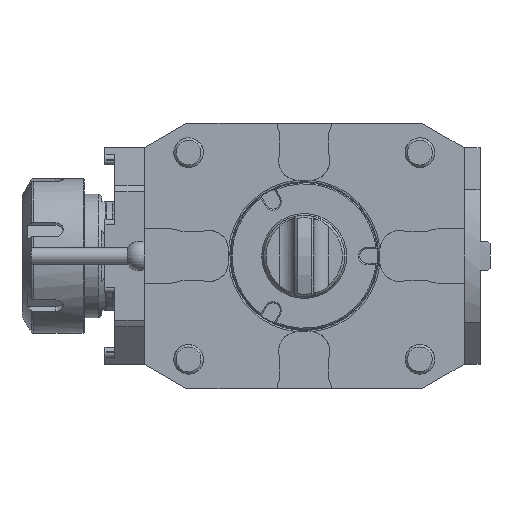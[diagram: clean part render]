
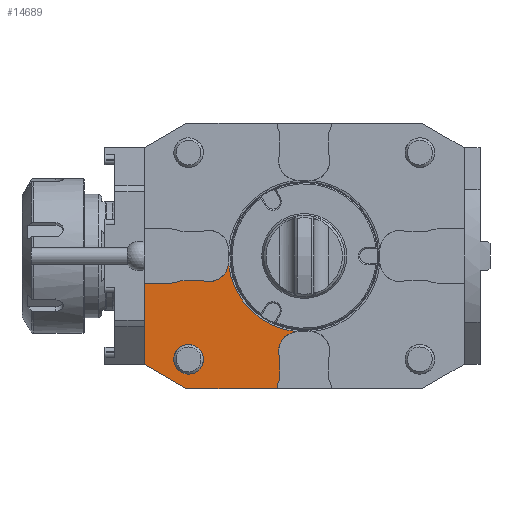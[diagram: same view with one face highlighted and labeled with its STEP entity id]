
A CAD part, front view. The second image highlights one B-rep face of the part: STEP entity #14689.
In plain terms, the highlighted planar face has unit normal (0, -1, 0).
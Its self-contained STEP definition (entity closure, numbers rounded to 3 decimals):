
#756 = DIRECTION ( 'NONE',  ( 0., 0., 1. ) ) ;
#1471 = DIRECTION ( 'NONE',  ( 0., 0., 1. ) ) ;
#1763 = CARTESIAN_POINT ( 'NONE',  ( -47., 43., -36. ) ) ;
#3023 = LINE ( 'NONE', #23343, #34293 ) ;
#3060 = DIRECTION ( 'NONE',  ( 0., 1., 0. ) ) ;
#3537 = ORIENTED_EDGE ( 'NONE', *, *, #32850, .F. ) ;
#3644 = VECTOR ( 'NONE', #19803, 1000. ) ;
#3705 = AXIS2_PLACEMENT_3D ( 'NONE', #36239, #15907, #36034 ) ;
#4165 = CARTESIAN_POINT ( 'NONE',  ( -54., 43., -11. ) ) ;
#4323 = CARTESIAN_POINT ( 'NONE',  ( -3., 43., -54. ) ) ;
#5576 = VERTEX_POINT ( 'NONE', #30673 ) ;
#6133 = LINE ( 'NONE', #44125, #32859 ) ;
#6151 = EDGE_CURVE ( 'NONE', #23766, #5576, #32771, .T. ) ;
#6427 = CARTESIAN_POINT ( 'NONE',  ( -10., 43., -50.127 ) ) ;
#7858 = VECTOR ( 'NONE', #15467, 1000. ) ;
#7898 = CIRCLE ( 'NONE', #19326, 8. ) ;
#8122 = EDGE_CURVE ( 'NONE', #13653, #33698, #42653, .T. ) ;
#9120 = EDGE_CURVE ( 'NONE', #13653, #32875, #35804, .T. ) ;
#9386 = EDGE_CURVE ( 'NONE', #42664, #37572, #6133, .T. ) ;
#9500 = CARTESIAN_POINT ( 'NONE',  ( -54., 43., -11. ) ) ;
#9588 = DIRECTION ( 'NONE',  ( 0., -1., 0. ) ) ;
#9990 = CARTESIAN_POINT ( 'NONE',  ( -38.75, 43., -2.4 ) ) ;
#10845 = CIRCLE ( 'NONE', #3705, 30.949 ) ;
#11281 = AXIS2_PLACEMENT_3D ( 'NONE', #34903, #14131, #28185 ) ;
#11662 = AXIS2_PLACEMENT_3D ( 'NONE', #4323, #14623, #756 ) ;
#11995 = CARTESIAN_POINT ( 'NONE',  ( 132.4, 43., 0. ) ) ;
#12473 = DIRECTION ( 'NONE',  ( 0., 0., 1. ) ) ;
#12633 = EDGE_CURVE ( 'NONE', #5576, #16240, #12862, .T. ) ;
#12701 = ORIENTED_EDGE ( 'NONE', *, *, #6151, .T. ) ;
#12858 = DIRECTION ( 'NONE',  ( -1., 0., 0. ) ) ;
#12862 = LINE ( 'NONE', #43470, #3644 ) ;
#13432 = EDGE_CURVE ( 'NONE', #43531, #43531, #25791, .T. ) ;
#13653 = VERTEX_POINT ( 'NONE', #25580 ) ;
#13772 = AXIS2_PLACEMENT_3D ( 'NONE', #11995, #42585, #1471 ) ;
#14131 = DIRECTION ( 'NONE',  ( 0., 1., 0. ) ) ;
#14549 = EDGE_CURVE ( 'NONE', #42664, #37243, #33720, .T. ) ;
#14623 = DIRECTION ( 'NONE',  ( 0., 1., 0. ) ) ;
#14635 = VERTEX_POINT ( 'NONE', #4165 ) ;
#14689 = ADVANCED_FACE ( 'Defeature completata1_19', ( #18029, #41931 ), #35681, .F. ) ;
#14722 = ORIENTED_EDGE ( 'NONE', *, *, #8122, .T. ) ;
#15109 = EDGE_CURVE ( 'NONE', #16240, #32875, #38054, .T. ) ;
#15467 = DIRECTION ( 'NONE',  ( 0., 0., -1. ) ) ;
#15907 = DIRECTION ( 'NONE',  ( 0., 1., 0. ) ) ;
#16240 = VERTEX_POINT ( 'NONE', #36017 ) ;
#18029 = FACE_BOUND ( 'NONE', #18740, .T. ) ;
#18740 = EDGE_LOOP ( 'NONE', ( #28835 ) ) ;
#19107 = VECTOR ( 'NONE', #33220, 1000. ) ;
#19326 = AXIS2_PLACEMENT_3D ( 'NONE', #19425, #9588, #43099 ) ;
#19399 = DIRECTION ( 'NONE',  ( 0., -1., 0. ) ) ;
#19425 = CARTESIAN_POINT ( 'NONE',  ( -54., 43., -3. ) ) ;
#19803 = DIRECTION ( 'NONE',  ( 1., 0., 0. ) ) ;
#20189 = AXIS2_PLACEMENT_3D ( 'NONE', #9990, #19399, #43524 ) ;
#20339 = ORIENTED_EDGE ( 'NONE', *, *, #43561, .T. ) ;
#21725 = CARTESIAN_POINT ( 'NONE',  ( -10., 43., -41.248 ) ) ;
#22041 = CARTESIAN_POINT ( 'NONE',  ( -3.166, 43., -30.787 ) ) ;
#22227 = AXIS2_PLACEMENT_3D ( 'NONE', #33657, #3060, #12473 ) ;
#22541 = EDGE_LOOP ( 'NONE', ( #20339, #12701, #28629, #39950, #42061, #14722, #38388, #39514, #37286, #3537, #29742 ) ) ;
#23343 = CARTESIAN_POINT ( 'NONE',  ( -65., 43., 54. ) ) ;
#23766 = VERTEX_POINT ( 'NONE', #38532 ) ;
#24623 = CARTESIAN_POINT ( 'NONE',  ( -41.248, 43., -10. ) ) ;
#25580 = CARTESIAN_POINT ( 'NONE',  ( -10., 43., -41.248 ) ) ;
#25706 = EDGE_CURVE ( 'NONE', #14635, #39390, #36968, .T. ) ;
#25791 = CIRCLE ( 'NONE', #22227, 6. ) ;
#26801 = CARTESIAN_POINT ( 'NONE',  ( -65., 43., -11. ) ) ;
#28185 = DIRECTION ( 'NONE',  ( 0., 0., 1. ) ) ;
#28629 = ORIENTED_EDGE ( 'NONE', *, *, #12633, .T. ) ;
#28835 = ORIENTED_EDGE ( 'NONE', *, *, #13432, .T. ) ;
#29742 = ORIENTED_EDGE ( 'NONE', *, *, #25706, .T. ) ;
#30448 = CARTESIAN_POINT ( 'NONE',  ( -50.127, 43., -10. ) ) ;
#30673 = CARTESIAN_POINT ( 'NONE',  ( -47.679, 43., -54. ) ) ;
#32771 = LINE ( 'NONE', #36565, #19107 ) ;
#32850 = EDGE_CURVE ( 'NONE', #14635, #37572, #7898, .T. ) ;
#32859 = VECTOR ( 'NONE', #12858, 1000. ) ;
#32875 = VERTEX_POINT ( 'NONE', #6427 ) ;
#32978 = CARTESIAN_POINT ( 'NONE',  ( -30.787, 43., -3.166 ) ) ;
#33220 = DIRECTION ( 'NONE',  ( 0.866, 0., -0.5 ) ) ;
#33657 = CARTESIAN_POINT ( 'NONE',  ( -47., 43., -42. ) ) ;
#33698 = VERTEX_POINT ( 'NONE', #22041 ) ;
#33720 = CIRCLE ( 'NONE', #20189, 8. ) ;
#34070 = DIRECTION ( 'NONE',  ( 0., 0., -1. ) ) ;
#34293 = VECTOR ( 'NONE', #34070, 1000. ) ;
#34903 = CARTESIAN_POINT ( 'NONE',  ( -2.4, 43., -38.75 ) ) ;
#35681 = PLANE ( 'NONE',  #13772 ) ;
#35804 = LINE ( 'NONE', #21725, #7858 ) ;
#36017 = CARTESIAN_POINT ( 'NONE',  ( -11., 43., -54. ) ) ;
#36029 = EDGE_CURVE ( 'NONE', #33698, #37243, #10845, .T. ) ;
#36034 = DIRECTION ( 'NONE',  ( 0., 0., 1. ) ) ;
#36239 = CARTESIAN_POINT ( 'NONE',  ( 0., 43., 0. ) ) ;
#36565 = CARTESIAN_POINT ( 'NONE',  ( 63.997, 43., -118.477 ) ) ;
#36968 = LINE ( 'NONE', #9500, #38749 ) ;
#37243 = VERTEX_POINT ( 'NONE', #32978 ) ;
#37286 = ORIENTED_EDGE ( 'NONE', *, *, #9386, .T. ) ;
#37572 = VERTEX_POINT ( 'NONE', #30448 ) ;
#38054 = CIRCLE ( 'NONE', #11662, 8. ) ;
#38388 = ORIENTED_EDGE ( 'NONE', *, *, #36029, .T. ) ;
#38532 = CARTESIAN_POINT ( 'NONE',  ( -65., 43., -44. ) ) ;
#38749 = VECTOR ( 'NONE', #44126, 1000. ) ;
#39390 = VERTEX_POINT ( 'NONE', #26801 ) ;
#39514 = ORIENTED_EDGE ( 'NONE', *, *, #14549, .F. ) ;
#39950 = ORIENTED_EDGE ( 'NONE', *, *, #15109, .T. ) ;
#41931 = FACE_OUTER_BOUND ( 'NONE', #22541, .T. ) ;
#42061 = ORIENTED_EDGE ( 'NONE', *, *, #9120, .F. ) ;
#42585 = DIRECTION ( 'NONE',  ( 0., 1., 0. ) ) ;
#42653 = CIRCLE ( 'NONE', #11281, 8. ) ;
#42664 = VERTEX_POINT ( 'NONE', #24623 ) ;
#43099 = DIRECTION ( 'NONE',  ( 0., 0., -1. ) ) ;
#43470 = CARTESIAN_POINT ( 'NONE',  ( -65., 43., -54. ) ) ;
#43524 = DIRECTION ( 'NONE',  ( 0., 0., -1. ) ) ;
#43531 = VERTEX_POINT ( 'NONE', #1763 ) ;
#43561 = EDGE_CURVE ( 'NONE', #39390, #23766, #3023, .T. ) ;
#44125 = CARTESIAN_POINT ( 'NONE',  ( -41.248, 43., -10. ) ) ;
#44126 = DIRECTION ( 'NONE',  ( -1., 0., 0. ) ) ;
